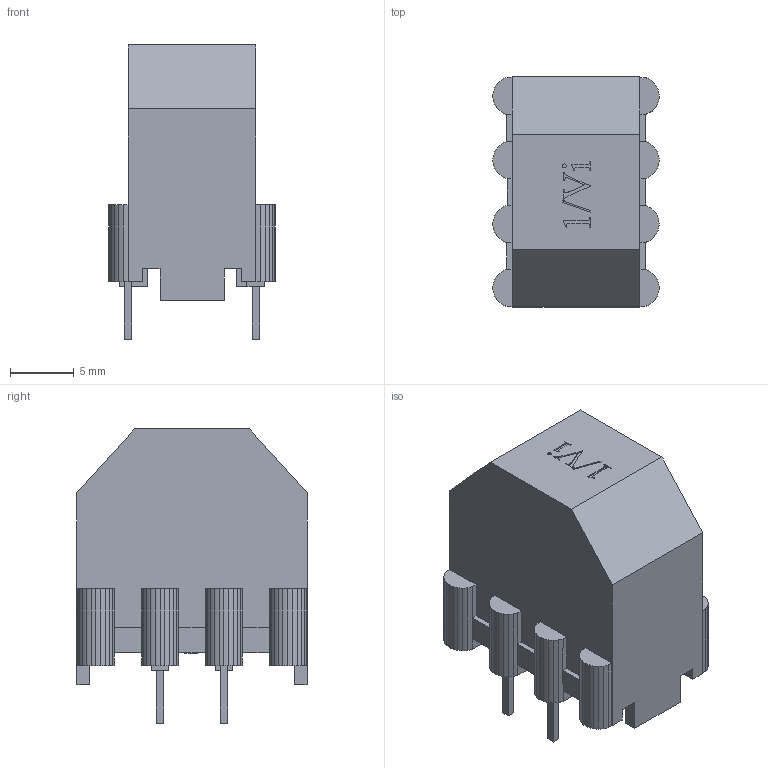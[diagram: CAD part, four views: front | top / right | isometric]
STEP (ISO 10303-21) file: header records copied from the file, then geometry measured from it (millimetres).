
FILE_DESCRIPTION(('FreeCAD Model'),'2;1');
FILE_NAME('X21Vi.stp', '2014-07-08T13:08:04',('FreeCAD'),('FreeCAD'), 'Open CASCADE STEP processor 6.3','FreeCAD','Unknown');
FILE_SCHEMA(('AUTOMOTIVE_DESIGN_CC2 { 1 2 10303 214 -1 1 5 4 }'));
Length unit declared in the file: millimetre
Products named in the file (6): X21Vi002; X21Vi004; X21Vi003; X21Vi; X21Vi001; X21Vi005
Bounding box: 13 x 18 x 23 mm (x, y, z)
Volume: 1462.3 mm3; surface area: 2808 mm2
Topology: 6 solids, 6 shells, 718 faces, 2060 edges, 1366 vertices
Faces by surface type: plane 492, cylinder 226
Entity records: 57155 total; most frequent: CARTESIAN_POINT 17849, DIRECTION 6836, LINE 4267, VECTOR 4267, ORIENTED_EDGE 4120, PCURVE 4120, DEFINITIONAL_REPRESENTATION 4120, EDGE_CURVE 2060
